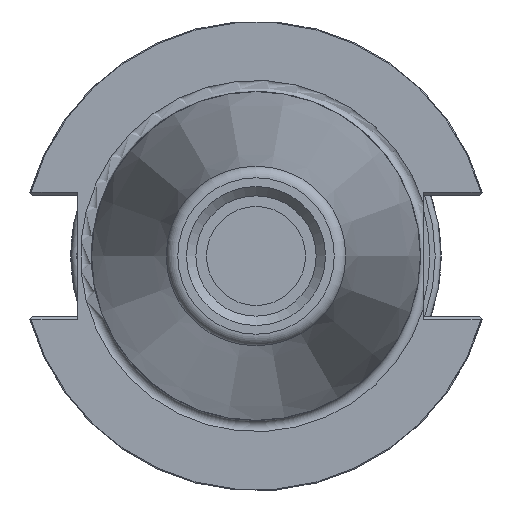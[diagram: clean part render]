
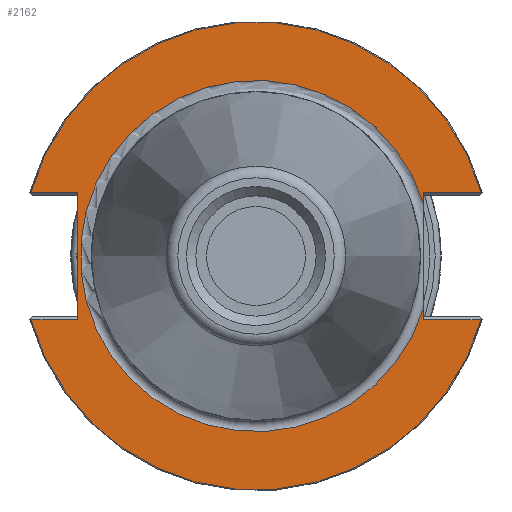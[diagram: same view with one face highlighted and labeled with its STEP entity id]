
A CAD part, left-side view. The second image highlights one B-rep face of the part: STEP entity #2162.
In plain terms, the highlighted planar face has unit normal (-1, 0, 0).
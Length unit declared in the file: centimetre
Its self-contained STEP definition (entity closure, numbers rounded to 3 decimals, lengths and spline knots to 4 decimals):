
#271=FACE_OUTER_BOUND('',#406,.T.);
#406=EDGE_LOOP('',(#1597,#1598,#1599,#1600,#1601,#1602,#1603,#1604,#1605,
#1606));
#509=CIRCLE('',#2306,3.1623);
#511=CIRCLE('',#2311,3.1623);
#512=CIRCLE('',#2312,2.3741);
#607=LINE('',#3668,#742);
#608=LINE('',#3690,#743);
#615=LINE('',#3747,#750);
#617=LINE('',#3751,#752);
#618=LINE('',#3753,#753);
#619=LINE('',#3755,#754);
#620=LINE('',#3758,#755);
#742=VECTOR('',#2608,0.1336);
#743=VECTOR('',#2609,0.1336);
#750=VECTOR('',#2626,0.7828);
#752=VECTOR('',#2630,0.6304);
#753=VECTOR('',#2631,1.7177);
#754=VECTOR('',#2632,0.6304);
#755=VECTOR('',#2635,0.7828);
#899=VERTEX_POINT('',#3665);
#900=VERTEX_POINT('',#3667);
#901=VERTEX_POINT('',#3669);
#902=VERTEX_POINT('',#3689);
#906=VERTEX_POINT('',#3698);
#907=VERTEX_POINT('',#3707);
#914=VERTEX_POINT('',#3750);
#915=VERTEX_POINT('',#3752);
#916=VERTEX_POINT('',#3754);
#917=VERTEX_POINT('',#3756);
#1145=EDGE_CURVE('',#900,#899,#607,.T.);
#1147=EDGE_CURVE('',#902,#901,#608,.T.);
#1152=EDGE_CURVE('',#906,#907,#509,.T.);
#1161=EDGE_CURVE('',#899,#907,#615,.T.);
#1163=EDGE_CURVE('',#914,#906,#617,.T.);
#1164=EDGE_CURVE('',#915,#914,#618,.T.);
#1165=EDGE_CURVE('',#916,#915,#619,.T.);
#1166=EDGE_CURVE('',#917,#916,#511,.T.);
#1167=EDGE_CURVE('',#917,#902,#620,.T.);
#1168=EDGE_CURVE('',#901,#900,#512,.T.);
#1597=ORIENTED_EDGE('',*,*,#1152,.F.);
#1598=ORIENTED_EDGE('',*,*,#1163,.F.);
#1599=ORIENTED_EDGE('',*,*,#1164,.F.);
#1600=ORIENTED_EDGE('',*,*,#1165,.F.);
#1601=ORIENTED_EDGE('',*,*,#1166,.F.);
#1602=ORIENTED_EDGE('',*,*,#1167,.T.);
#1603=ORIENTED_EDGE('',*,*,#1147,.T.);
#1604=ORIENTED_EDGE('',*,*,#1168,.T.);
#1605=ORIENTED_EDGE('',*,*,#1145,.T.);
#1606=ORIENTED_EDGE('',*,*,#1161,.T.);
#1950=PLANE('',#2310);
#2162=ADVANCED_FACE('',(#271),#1950,.T.);
#2306=AXIS2_PLACEMENT_3D('',#3708,#2615,#2616);
#2310=AXIS2_PLACEMENT_3D('',#3749,#2628,#2629);
#2311=AXIS2_PLACEMENT_3D('',#3757,#2633,#2634);
#2312=AXIS2_PLACEMENT_3D('',#3759,#2636,#2637);
#2608=DIRECTION('',(0.,0.,1.));
#2609=DIRECTION('',(0.,0.,1.));
#2615=DIRECTION('center_axis',(1.,0.,0.));
#2616=DIRECTION('ref_axis',(0.,0.,
1.));
#2626=DIRECTION('',(0.,-1.,0.));
#2628=DIRECTION('center_axis',(-1.,0.,0.));
#2629=DIRECTION('ref_axis',(0.,0.,1.));
#2630=DIRECTION('',(0.,1.,0.));
#2631=DIRECTION('',(0.,0.,1.));
#2632=DIRECTION('',(0.,-1.,0.));
#2633=DIRECTION('center_axis',(1.,0.,0.));
#2634=DIRECTION('ref_axis',(0.,0.,
-1.));
#2635=DIRECTION('',(0.,1.,0.));
#2636=DIRECTION('center_axis',(1.,0.,0.));
#2637=DIRECTION('ref_axis',(0.,0.,1.));
#3665=CARTESIAN_POINT('',(1.8168,-2.2668,0.8588));
#3667=CARTESIAN_POINT('',(1.8168,-2.2668,0.7252));
#3668=CARTESIAN_POINT('',(1.8168,-2.2668,0.));
#3669=CARTESIAN_POINT('',(1.8168,-2.2668,-0.7252));
#3689=CARTESIAN_POINT('',(1.8168,-2.2668,-0.8588));
#3690=CARTESIAN_POINT('',(1.8168,-2.2668,0.));
#3698=CARTESIAN_POINT('',(1.8168,3.0373,0.8588));
#3707=CARTESIAN_POINT('',(1.8168,-3.0496,0.8588));
#3708=CARTESIAN_POINT('Origin',(1.8168,-0.0062,0.));
#3747=CARTESIAN_POINT('',(1.8168,-2.2985,0.8588));
#3749=CARTESIAN_POINT('Origin',(1.8168,-2.2287,0.));
#3750=CARTESIAN_POINT('',(1.8168,2.4068,0.8588));
#3751=CARTESIAN_POINT('',(1.8168,0.0637,0.8588));
#3752=CARTESIAN_POINT('',(1.8168,2.4068,-0.8588));
#3753=CARTESIAN_POINT('',(1.8168,2.4068,-0.8588));
#3754=CARTESIAN_POINT('',(1.8168,3.0373,-0.8588));
#3755=CARTESIAN_POINT('',(1.8168,0.6987,-0.8588));
#3756=CARTESIAN_POINT('',(1.8168,-3.0496,-0.8588));
#3757=CARTESIAN_POINT('Origin',(1.8168,-0.0062,0.));
#3758=CARTESIAN_POINT('',(1.8168,-2.2985,-0.8588));
#3759=CARTESIAN_POINT('Origin',(1.8168,-0.0062,0.));
